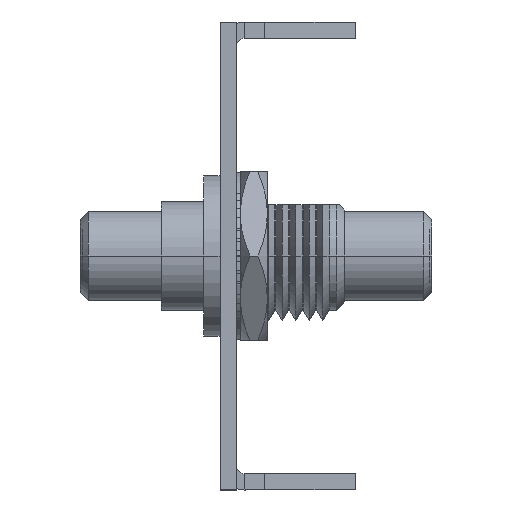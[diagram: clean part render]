
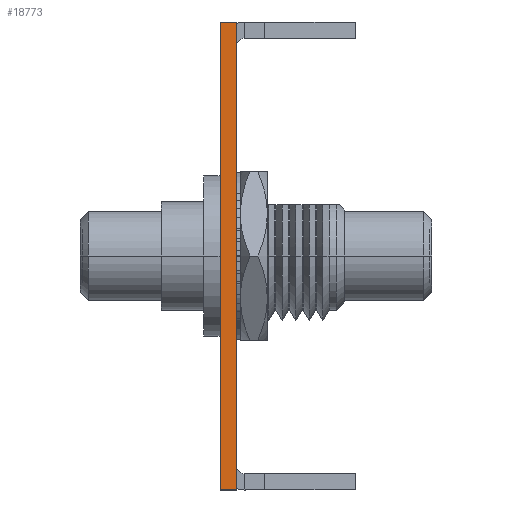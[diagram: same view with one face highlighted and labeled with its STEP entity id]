
A CAD part, left-side view. The second image highlights one B-rep face of the part: STEP entity #18773.
In plain terms, the highlighted planar face has unit normal (-1, 0, 0).
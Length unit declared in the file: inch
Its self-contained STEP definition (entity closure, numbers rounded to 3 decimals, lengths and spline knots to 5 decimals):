
#1171 = AXIS2_PLACEMENT_3D ( 'NONE', #8112, #10442, #26893 ) ;
#2711 = VECTOR ( 'NONE', #9676, 39.37008 ) ;
#4133 = CARTESIAN_POINT ( 'NONE',  ( -9.5, 0., 0.865 ) ) ;
#4213 = LINE ( 'NONE', #7375, #2711 ) ;
#4471 = EDGE_LOOP ( 'NONE', ( #8227, #8944, #28471, #18791 ) ) ;
#7375 = CARTESIAN_POINT ( 'NONE',  ( -9.5, 0., 0.865 ) ) ;
#7801 = CARTESIAN_POINT ( 'NONE',  ( -9.5, 0.06, 0.865 ) ) ;
#8112 = CARTESIAN_POINT ( 'NONE',  ( -9.5, -38.1572, 0.865 ) ) ;
#8227 = ORIENTED_EDGE ( 'NONE', *, *, #12064, .F. ) ;
#8293 = CARTESIAN_POINT ( 'NONE',  ( -9.5, 0., -0.865 ) ) ;
#8642 = LINE ( 'NONE', #15697, #19580 ) ;
#8944 = ORIENTED_EDGE ( 'NONE', *, *, #10556, .F. ) ;
#9676 = DIRECTION ( 'NONE',  ( 0., 0., 1. ) ) ;
#10442 = DIRECTION ( 'NONE',  ( -1., 0., 0. ) ) ;
#10556 = EDGE_CURVE ( 'NONE', #21869, #18324, #10822, .T. ) ;
#10769 = CARTESIAN_POINT ( 'NONE',  ( -9.5, 0.06, -0.865 ) ) ;
#10822 = LINE ( 'NONE', #16511, #16264 ) ;
#12064 = EDGE_CURVE ( 'NONE', #18324, #29502, #21026, .T. ) ;
#14156 = EDGE_CURVE ( 'NONE', #21869, #15916, #4213, .T. ) ;
#14726 = VECTOR ( 'NONE', #14764, 39.37008 ) ;
#14764 = DIRECTION ( 'NONE',  ( 0., 0., 1. ) ) ;
#14897 = PLANE ( 'NONE',  #1171 ) ;
#15664 = CARTESIAN_POINT ( 'NONE',  ( -9.5, 0.06, 0.865 ) ) ;
#15697 = CARTESIAN_POINT ( 'NONE',  ( -9.5, -38.1572, 0.865 ) ) ;
#15916 = VERTEX_POINT ( 'NONE', #4133 ) ;
#16264 = VECTOR ( 'NONE', #25944, 39.37008 ) ;
#16511 = CARTESIAN_POINT ( 'NONE',  ( -9.5, -38.1572, -0.865 ) ) ;
#18324 = VERTEX_POINT ( 'NONE', #10769 ) ;
#18773 = ADVANCED_FACE ( 'NONE', ( #28626 ), #14897, .T. ) ;
#18791 = ORIENTED_EDGE ( 'NONE', *, *, #28293, .T. ) ;
#19580 = VECTOR ( 'NONE', #25398, 39.37008 ) ;
#21026 = LINE ( 'NONE', #7801, #14726 ) ;
#21869 = VERTEX_POINT ( 'NONE', #8293 ) ;
#25398 = DIRECTION ( 'NONE',  ( 0., 1., 0. ) ) ;
#25944 = DIRECTION ( 'NONE',  ( 0., 1., 0. ) ) ;
#26893 = DIRECTION ( 'NONE',  ( 0., 0., 1. ) ) ;
#28293 = EDGE_CURVE ( 'NONE', #15916, #29502, #8642, .T. ) ;
#28471 = ORIENTED_EDGE ( 'NONE', *, *, #14156, .T. ) ;
#28626 = FACE_OUTER_BOUND ( 'NONE', #4471, .T. ) ;
#29502 = VERTEX_POINT ( 'NONE', #15664 ) ;
